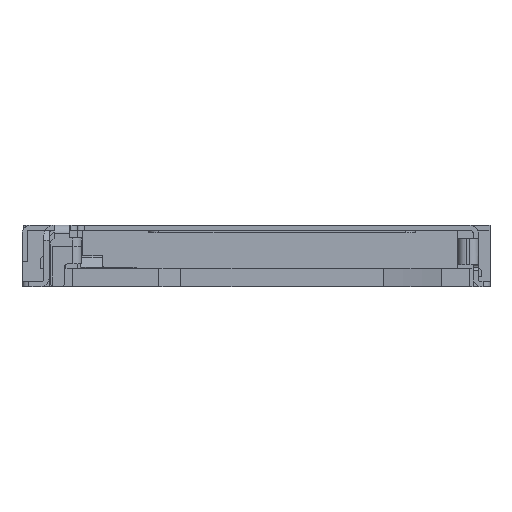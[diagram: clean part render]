
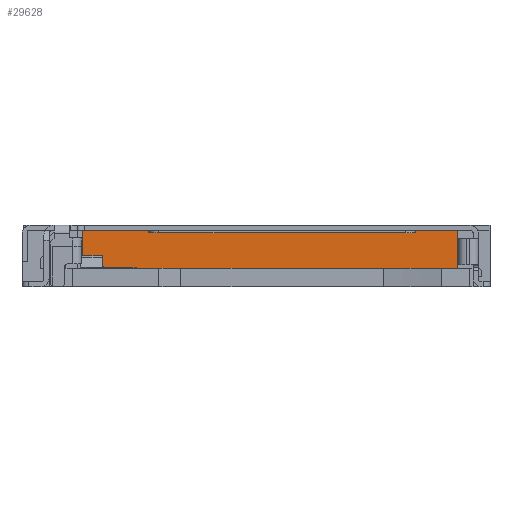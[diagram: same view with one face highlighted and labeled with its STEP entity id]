
A CAD part, front view. The second image highlights one B-rep face of the part: STEP entity #29628.
In plain terms, the highlighted planar face has unit normal (0, -1, 0).
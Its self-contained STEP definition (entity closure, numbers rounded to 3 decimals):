
#20760 = VERTEX_POINT('',#20761);
#20761 = CARTESIAN_POINT('',(198.102,169.066,0.));
#20792 = VERTEX_POINT('',#20793);
#20793 = CARTESIAN_POINT('',(186.982,169.066,0.));
#20799 = EDGE_CURVE('',#20792,#20760,#20800,.T.);
#20800 = LINE('',#20801,#20802);
#20801 = CARTESIAN_POINT('',(0.,169.066,0.));
#20802 = VECTOR('',#20803,1.);
#20803 = DIRECTION('',(1.,0.,0.));
#26924 = VERTEX_POINT('',#26925);
#26925 = CARTESIAN_POINT('',(186.982,169.066,-1.13));
#26931 = EDGE_CURVE('',#20792,#26924,#26932,.T.);
#26932 = LINE('',#26933,#26934);
#26933 = CARTESIAN_POINT('',(186.982,169.066,0.));
#26934 = VECTOR('',#26935,1.);
#26935 = DIRECTION('',(0.,0.,-1.));
#28653 = VERTEX_POINT('',#28654);
#28654 = CARTESIAN_POINT('',(198.102,169.066,-1.13));
#28676 = EDGE_CURVE('',#28653,#20760,#28677,.T.);
#28677 = LINE('',#28678,#28679);
#28678 = CARTESIAN_POINT('',(198.102,169.066,0.));
#28679 = VECTOR('',#28680,1.);
#28680 = DIRECTION('',(0.,0.,1.));
#28891 = EDGE_CURVE('',#28653,#26924,#28892,.T.);
#28892 = LINE('',#28893,#28894);
#28893 = CARTESIAN_POINT('',(0.,169.066,-1.13));
#28894 = VECTOR('',#28895,1.);
#28895 = DIRECTION('',(-1.,0.,0.));
#29628 = ADVANCED_FACE('',(#29629),#29635,.T.);
#29629 = FACE_BOUND('',#29630,.T.);
#29630 = EDGE_LOOP('',(#29631,#29632,#29633,#29634));
#29631 = ORIENTED_EDGE('',*,*,#28676,.T.);
#29632 = ORIENTED_EDGE('',*,*,#20799,.F.);
#29633 = ORIENTED_EDGE('',*,*,#26931,.T.);
#29634 = ORIENTED_EDGE('',*,*,#28891,.F.);
#29635 = PLANE('',#29636);
#29636 = AXIS2_PLACEMENT_3D('',#29637,#29638,#29639);
#29637 = CARTESIAN_POINT('',(198.452,169.066,-0.48));
#29638 = DIRECTION('',(-0.,-1.,-0.));
#29639 = DIRECTION('',(-1.,0.,0.));
